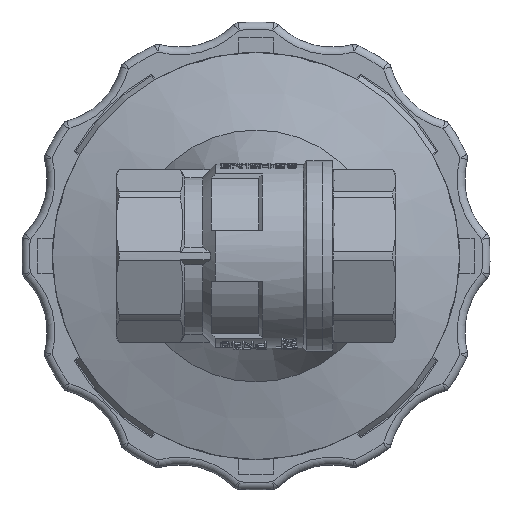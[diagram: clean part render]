
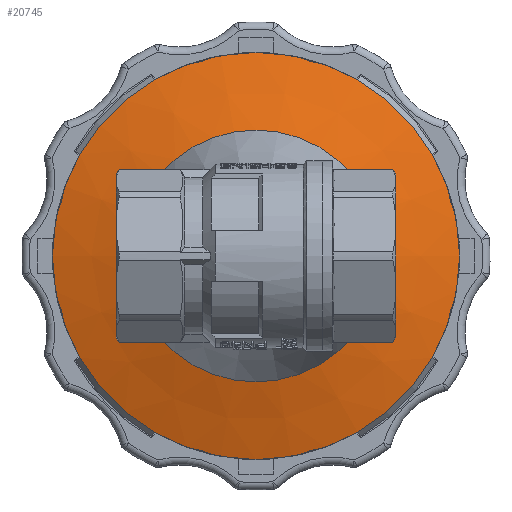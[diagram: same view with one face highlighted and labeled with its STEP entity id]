
A CAD part, front view. The second image highlights one B-rep face of the part: STEP entity #20745.
In plain terms, the highlighted conical face has half-angle 73.56 degrees and reference radius 32.375 mm.
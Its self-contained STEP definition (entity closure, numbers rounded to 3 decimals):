
#300=CONICAL_SURFACE('',#22521,32.375,1.284);
#5880=ORIENTED_EDGE('',*,*,#11835,.F.);
#5881=ORIENTED_EDGE('',*,*,#11834,.T.);
#11834=EDGE_CURVE('',#14877,#14877,#17019,.T.);
#11835=EDGE_CURVE('',#14878,#14878,#17020,.T.);
#14877=VERTEX_POINT('',#31559);
#14878=VERTEX_POINT('',#31562);
#17019=CIRCLE('',#22520,24.75);
#17020=CIRCLE('',#22522,40.);
#17793=EDGE_LOOP('',(#5880));
#17794=EDGE_LOOP('',(#5881));
#19171=FACE_BOUND('',#17793,.T.);
#19172=FACE_BOUND('',#17794,.T.);
#20745=ADVANCED_FACE('',(#19171,#19172),#300,.T.);
#22520=AXIS2_PLACEMENT_3D('',#31558,#25280,#25281);
#22521=AXIS2_PLACEMENT_3D('',#31560,#25282,#25283);
#22522=AXIS2_PLACEMENT_3D('',#31561,#25284,#25285);
#25280=DIRECTION('',(0.,1.,0.));
#25281=DIRECTION('',(1.,0.,0.));
#25282=DIRECTION('',(0.,1.,0.));
#25283=DIRECTION('',(1.,0.,0.));
#25284=DIRECTION('',(0.,1.,0.));
#25285=DIRECTION('',(-1.,0.,0.));
#31558=CARTESIAN_POINT('',(0.,38.,0.));
#31559=CARTESIAN_POINT('',(24.75,38.,0.));
#31560=CARTESIAN_POINT('',(0.,40.25,0.));
#31561=CARTESIAN_POINT('',(0.,42.5,0.));
#31562=CARTESIAN_POINT('',(-40.,42.5,0.));
